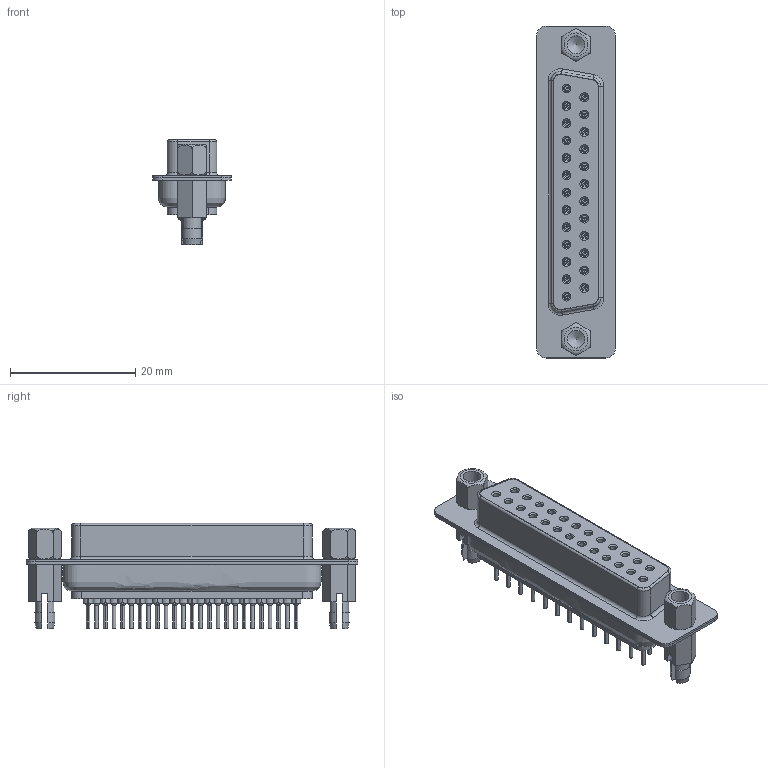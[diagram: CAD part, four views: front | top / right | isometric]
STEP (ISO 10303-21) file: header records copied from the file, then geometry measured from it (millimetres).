
FILE_DESCRIPTION(/* description */ ('Unknown'),/* implementation_level */ '2;1');
FILE_NAME(/* name */ 'J_Wurth_WR-DSUB_61802529321',/* time_stamp */ '2025-07-16T11:22:20+08:00',/* author */ ('Unknown'),/* organization */ ('Unknown'),/* preprocessor_version */ 'ST-DEVELOPER v19.4',/* originating_system */ 'Solid Edge',/* authorisation */ 'Unknown');
FILE_SCHEMA (('AUTOMOTIVE_DESIGN {1 0 10303 214 3 1 1}'));
Products named in the file (2): J_Wurth_WR-DSUB_61802529321
Assembly tree (1 placements, depth 2):
  J_Wurth_WR-DSUB_61802529321
    J_Wurth_WR-DSUB_61802529321
Bounding box: 12.55 x 53.05 x 16.8 mm (x, y, z)
Volume: 4202.9 mm3; surface area: 10905.3 mm2
Topology: 33 solids, 33 shells, 2100 faces, 5695 edges, 3687 vertices
Faces by surface type: plane 1193, cylinder 468, cone 387, torus 41, bspline 11
Full cylindrical faces by diameter (mm): 1 x25, 1.5 x25, 1.6 x25, 2.75 x2, 2.85 x2, 3 x6
Entity records: 74338 total; most frequent: CARTESIAN_POINT 20296, DIRECTION 11588, ORIENTED_EDGE 11024, EDGE_CURVE 5512, AXIS2_PLACEMENT_3D 4616, VERTEX_POINT 3627, FACE_BOUND 2365, EDGE_LOOP 2363
